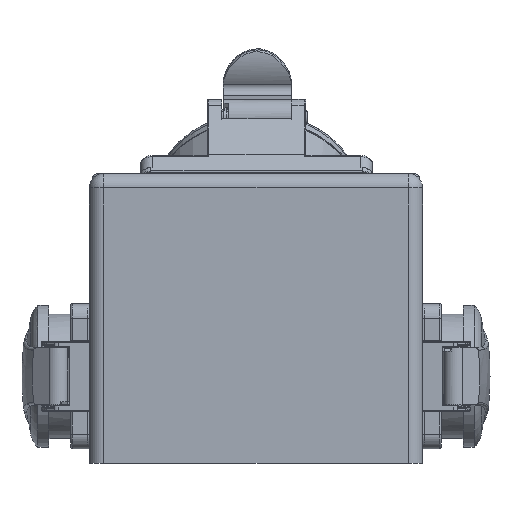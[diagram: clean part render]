
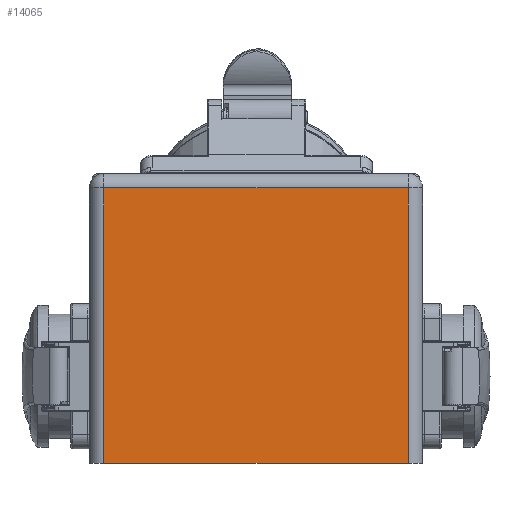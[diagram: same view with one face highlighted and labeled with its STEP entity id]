
A CAD part, left-side view. The second image highlights one B-rep face of the part: STEP entity #14065.
In plain terms, the highlighted planar face has unit normal (-1, 0, 0).
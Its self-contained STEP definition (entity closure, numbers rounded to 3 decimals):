
#3253=DIRECTION('',(0.,0.,1.));
#3254=VECTOR('',#3253,95.);
#3255=CARTESIAN_POINT('',(-100.,-52.5,-30.));
#3256=LINE('',#3255,#3254);
#3274=DIRECTION('',(0.,0.,-1.));
#3275=VECTOR('',#3274,95.);
#3276=CARTESIAN_POINT('',(-100.,52.5,65.));
#3277=LINE('',#3276,#3275);
#3481=DIRECTION('',(0.,-1.,0.));
#3482=VECTOR('',#3481,105.);
#3483=CARTESIAN_POINT('',(-100.,52.5,-30.));
#3484=LINE('',#3483,#3482);
#3859=DIRECTION('',(0.,1.,0.));
#3860=VECTOR('',#3859,105.);
#3861=CARTESIAN_POINT('',(-100.,-52.5,65.));
#3862=LINE('',#3861,#3860);
#11133=CARTESIAN_POINT('',(-100.,-52.5,-30.));
#11134=CARTESIAN_POINT('',(-100.,-52.5,65.));
#11135=VERTEX_POINT('',#11133);
#11136=VERTEX_POINT('',#11134);
#11137=CARTESIAN_POINT('',(-100.,52.5,65.));
#11138=CARTESIAN_POINT('',(-100.,52.5,-30.));
#11139=VERTEX_POINT('',#11137);
#11140=VERTEX_POINT('',#11138);
#14051=CARTESIAN_POINT('',(-100.,57.5,-30.));
#14052=DIRECTION('',(-1.,0.,0.));
#14053=DIRECTION('',(0.,-1.,0.));
#14054=AXIS2_PLACEMENT_3D('',#14051,#14052,#14053);
#14055=PLANE('',#14054);
#14057=ORIENTED_EDGE('',*,*,#14056,.F.);
#14059=ORIENTED_EDGE('',*,*,#14058,.F.);
#14060=ORIENTED_EDGE('',*,*,#14034,.F.);
#14062=ORIENTED_EDGE('',*,*,#14061,.F.);
#14063=EDGE_LOOP('',(#14057,#14059,#14060,#14062));
#14064=FACE_OUTER_BOUND('',#14063,.F.);
#14034=EDGE_CURVE('',#11135,#11136,#3256,.T.);
#14056=EDGE_CURVE('',#11139,#11140,#3277,.T.);
#14058=EDGE_CURVE('',#11136,#11139,#3862,.T.);
#14061=EDGE_CURVE('',#11140,#11135,#3484,.T.);
#14065=ADVANCED_FACE('',(#14064),#14055,.T.);
